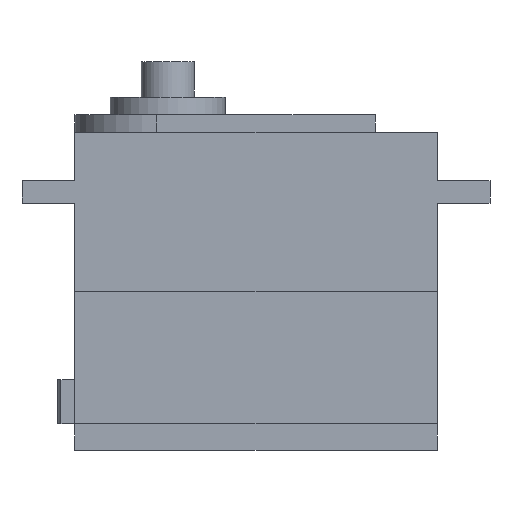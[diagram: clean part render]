
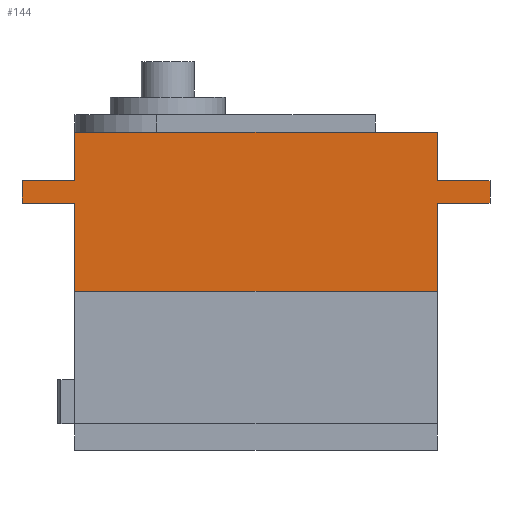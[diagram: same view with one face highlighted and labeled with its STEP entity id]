
A CAD part, front view. The second image highlights one B-rep face of the part: STEP entity #144.
In plain terms, the highlighted planar face has unit normal (0, -1, 0).
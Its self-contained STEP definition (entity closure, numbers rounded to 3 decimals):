
#144 = ADVANCED_FACE( '', ( #295 ), #296, .F. );
#295 = FACE_OUTER_BOUND( '', #445, .T. );
#296 = PLANE( '', #446 );
#445 = EDGE_LOOP( '', ( #817, #818, #819, #820, #821, #822, #823, #824, #825, #826, #827, #828 ) );
#446 = AXIS2_PLACEMENT_3D( '', #829, #830, #831 );
#817 = ORIENTED_EDGE( '', *, *, #979, .T. );
#818 = ORIENTED_EDGE( '', *, *, #1030, .F. );
#819 = ORIENTED_EDGE( '', *, *, #1050, .F. );
#820 = ORIENTED_EDGE( '', *, *, #1023, .T. );
#821 = ORIENTED_EDGE( '', *, *, #1047, .T. );
#822 = ORIENTED_EDGE( '', *, *, #1052, .F. );
#823 = ORIENTED_EDGE( '', *, *, #973, .F. );
#824 = ORIENTED_EDGE( '', *, *, #967, .F. );
#825 = ORIENTED_EDGE( '', *, *, #951, .F. );
#826 = ORIENTED_EDGE( '', *, *, #1007, .T. );
#827 = ORIENTED_EDGE( '', *, *, #946, .T. );
#828 = ORIENTED_EDGE( '', *, *, #1000, .F. );
#829 = CARTESIAN_POINT( '', ( 20.5, -10., 18. ) );
#830 = DIRECTION( '', ( 0., 1., 0. ) );
#831 = DIRECTION( '', ( 0., 0., 1. ) );
#946 = EDGE_CURVE( '', #1142, #1149, #1151, .T. );
#951 = EDGE_CURVE( '', #1157, #1159, #1160, .T. );
#967 = EDGE_CURVE( '', #1159, #1183, #1184, .T. );
#973 = EDGE_CURVE( '', #1183, #1193, #1194, .T. );
#979 = EDGE_CURVE( '', #1202, #1203, #1204, .T. );
#1000 = EDGE_CURVE( '', #1202, #1149, #1235, .T. );
#1007 = EDGE_CURVE( '', #1157, #1142, #1242, .T. );
#1023 = EDGE_CURVE( '', #1263, #1261, #1264, .T. );
#1030 = EDGE_CURVE( '', #1270, #1203, #1272, .T. );
#1047 = EDGE_CURVE( '', #1261, #1292, #1294, .T. );
#1050 = EDGE_CURVE( '', #1263, #1270, #1297, .T. );
#1052 = EDGE_CURVE( '', #1193, #1292, #1299, .T. );
#1142 = VERTEX_POINT( '', #1418 );
#1149 = VERTEX_POINT( '', #1428 );
#1151 = LINE( '', #1431, #1432 );
#1157 = VERTEX_POINT( '', #1439 );
#1159 = VERTEX_POINT( '', #1442 );
#1160 = LINE( '', #1443, #1444 );
#1183 = VERTEX_POINT( '', #1474 );
#1184 = LINE( '', #1475, #1476 );
#1193 = VERTEX_POINT( '', #1488 );
#1194 = LINE( '', #1489, #1490 );
#1202 = VERTEX_POINT( '', #1501 );
#1203 = VERTEX_POINT( '', #1502 );
#1204 = LINE( '', #1503, #1504 );
#1235 = LINE( '', #1552, #1553 );
#1242 = LINE( '', #1563, #1564 );
#1261 = VERTEX_POINT( '', #1589 );
#1263 = VERTEX_POINT( '', #1592 );
#1264 = LINE( '', #1593, #1594 );
#1270 = VERTEX_POINT( '', #1603 );
#1272 = LINE( '', #1606, #1607 );
#1292 = VERTEX_POINT( '', #1634 );
#1294 = LINE( '', #1637, #1638 );
#1297 = LINE( '', #1642, #1643 );
#1299 = LINE( '', #1645, #1646 );
#1418 = CARTESIAN_POINT( '', ( -26.5, -10., 10. ) );
#1428 = CARTESIAN_POINT( '', ( -20.5, -10., 10. ) );
#1431 = CARTESIAN_POINT( '', ( -26.5, -10., 10. ) );
#1432 = VECTOR( '', #1714, 1000. );
#1439 = CARTESIAN_POINT( '', ( -26.5, -10., 12.5 ) );
#1442 = CARTESIAN_POINT( '', ( -20.5, -10., 12.5 ) );
#1443 = CARTESIAN_POINT( '', ( -26.5, -10., 12.5 ) );
#1444 = VECTOR( '', #1720, 1000. );
#1474 = CARTESIAN_POINT( '', ( -20.5, -10., 18. ) );
#1475 = CARTESIAN_POINT( '', ( -20.5, -10., -18. ) );
#1476 = VECTOR( '', #1737, 1000. );
#1488 = CARTESIAN_POINT( '', ( 20.5, -10., 18. ) );
#1489 = CARTESIAN_POINT( '', ( -20.5, -10., 18. ) );
#1490 = VECTOR( '', #1744, 1000. );
#1501 = CARTESIAN_POINT( '', ( -20.5, -10., 0. ) );
#1502 = CARTESIAN_POINT( '', ( 20.5, -10., 0. ) );
#1503 = CARTESIAN_POINT( '', ( -20.5, -10., 0. ) );
#1504 = VECTOR( '', #1751, 1000. );
#1552 = CARTESIAN_POINT( '', ( -20.5, -10., -18. ) );
#1553 = VECTOR( '', #1769, 1000. );
#1563 = CARTESIAN_POINT( '', ( -26.5, -10., 12.5 ) );
#1564 = VECTOR( '', #1773, 1000. );
#1589 = CARTESIAN_POINT( '', ( 26.5, -10., 12.5 ) );
#1592 = CARTESIAN_POINT( '', ( 26.5, -10., 10. ) );
#1593 = CARTESIAN_POINT( '', ( 26.5, -10., 10. ) );
#1594 = VECTOR( '', #1790, 1000. );
#1603 = CARTESIAN_POINT( '', ( 20.5, -10., 10. ) );
#1606 = CARTESIAN_POINT( '', ( 20.5, -10., 18. ) );
#1607 = VECTOR( '', #1795, 1000. );
#1634 = CARTESIAN_POINT( '', ( 20.5, -10., 12.5 ) );
#1637 = CARTESIAN_POINT( '', ( 26.5, -10., 12.5 ) );
#1638 = VECTOR( '', #1810, 1000. );
#1642 = CARTESIAN_POINT( '', ( 26.5, -10., 10. ) );
#1643 = VECTOR( '', #1812, 1000. );
#1645 = CARTESIAN_POINT( '', ( 20.5, -10., 18. ) );
#1646 = VECTOR( '', #1813, 1000. );
#1714 = DIRECTION( '', ( 1., 0., 0. ) );
#1720 = DIRECTION( '', ( 1., 0., 0. ) );
#1737 = DIRECTION( '', ( 0., 0., 1. ) );
#1744 = DIRECTION( '', ( 1., 0., 0. ) );
#1751 = DIRECTION( '', ( 1., 0., 0. ) );
#1769 = DIRECTION( '', ( 0., 0., 1. ) );
#1773 = DIRECTION( '', ( 0., 0., -1. ) );
#1790 = DIRECTION( '', ( 0., 0., 1. ) );
#1795 = DIRECTION( '', ( 0., 0., -1. ) );
#1810 = DIRECTION( '', ( -1., 0., 0. ) );
#1812 = DIRECTION( '', ( -1., 0., 0. ) );
#1813 = DIRECTION( '', ( 0., 0., -1. ) );
